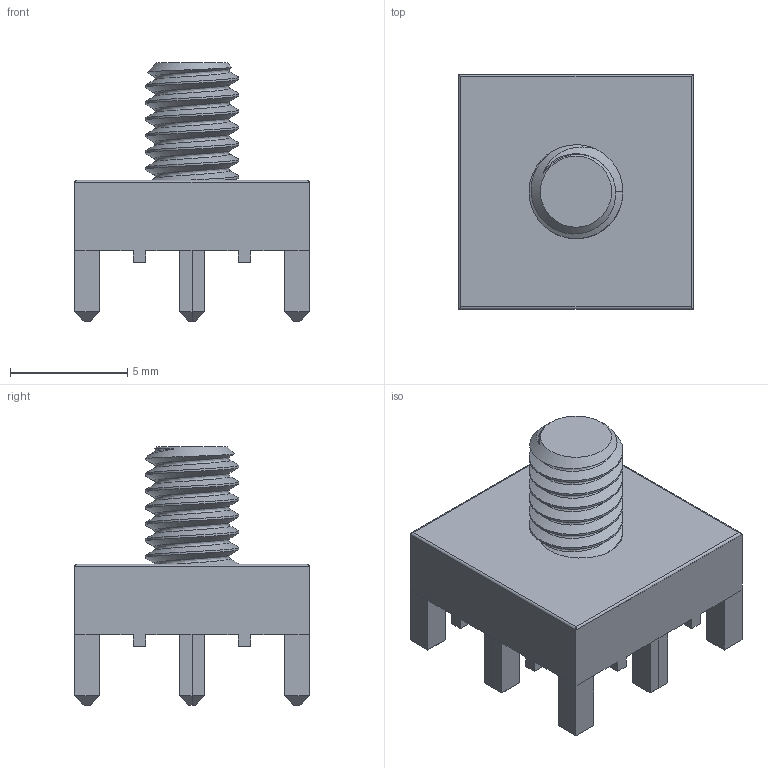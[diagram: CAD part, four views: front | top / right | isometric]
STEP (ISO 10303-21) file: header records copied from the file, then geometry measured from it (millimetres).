
FILE_DESCRIPTION(('FreeCAD Model'),'2;1');
FILE_NAME('Wuerth_REDCUBE-THR_WP-THRSH_74651194_THR.step','2020-08-03T14:49:38',('kicad StepUp'),('ksu MCAD'), 'Open CASCADE STEP processor 7.4','FreeCAD','Unknown');
FILE_SCHEMA(('AUTOMOTIVE_DESIGN { 1 0 10303 214 1 1 1 1 }'));
Length unit declared in the file: millimetre
Products named in the file (1): Wuerth_REDCUBE-THR_WP-THRSH_74651194_THR
Bounding box: 10 x 10 x 11 mm (x, y, z)
Volume: 381.4 mm3; surface area: 534.8 mm2
Topology: 1 solids, 1 shells, 229 faces, 551 edges, 327 vertices
Faces by surface type: plane 191, bspline 33, cylinder 4, cone 1
Entity records: 7939 total; most frequent: CARTESIAN_POINT 2935, ORIENTED_EDGE 1098, DIRECTION 877, EDGE_CURVE 549, LINE 473, VECTOR 473, VERTEX_POINT 327, FACE_BOUND 234
